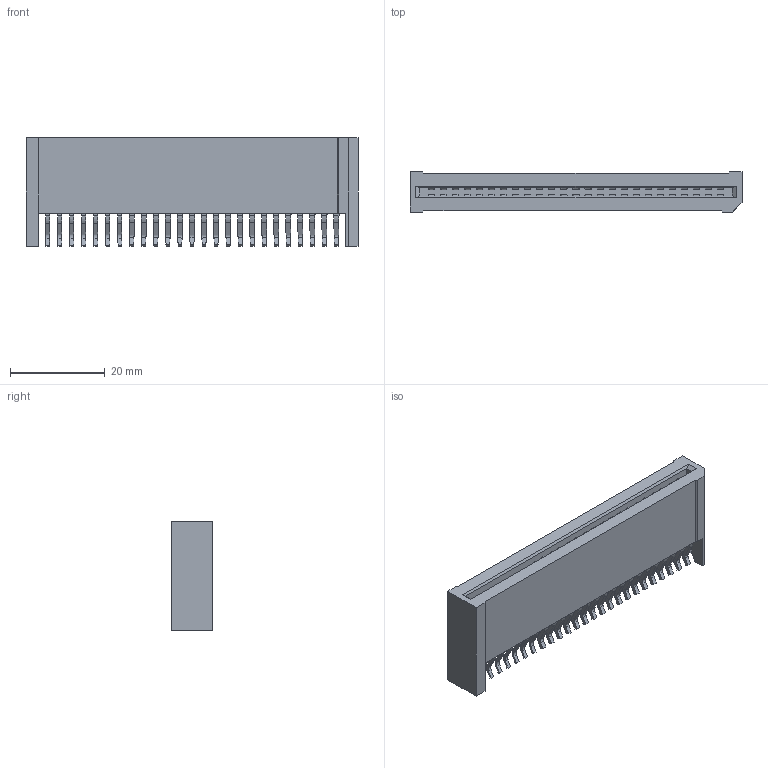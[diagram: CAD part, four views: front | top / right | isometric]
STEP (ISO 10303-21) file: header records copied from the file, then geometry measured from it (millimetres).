
FILE_DESCRIPTION((''),'2;1');
FILE_NAME('52936-XXXXX-003_ASM','2019-06-20T',('t01237'),(''),'PRO/ENGINEER BY PARAMETRIC TECHNOLOGY CORPORATION, 2007450','PRO/ENGINEER BY PARAMETRIC TECHNOLOGY CORPORATION, 2007450','');
FILE_SCHEMA(('CONFIG_CONTROL_DESIGN', 'GEOMETRIC_VALIDATION_PROPERTIES_MIM'));
Products named in the file (1): 52936-XXXXX-003_ASM
Bounding box: 70.1 x 8.5 x 22.9 mm (x, y, z)
Volume: 8193.5 mm3; surface area: 6519.4 mm2
Topology: 1 solids, 1 shells, 1984 faces, 4646 edges, 2755 vertices
Faces by surface type: plane 1208, cylinder 404, bspline 200, cone 172
Entity records: 74205 total; most frequent: CARTESIAN_POINT 17382, ORIENTED_EDGE 9292, DIRECTION 7850, EDGE_CURVE 4646, VECTOR 3610, LINE 3610, VERTEX_POINT 2755, AXIS2_PLACEMENT_3D 2120
